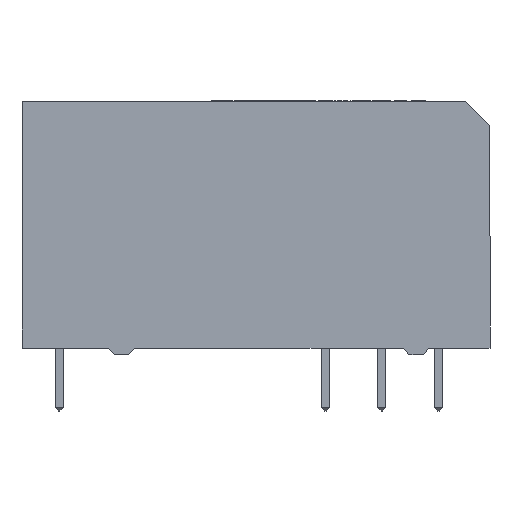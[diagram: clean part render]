
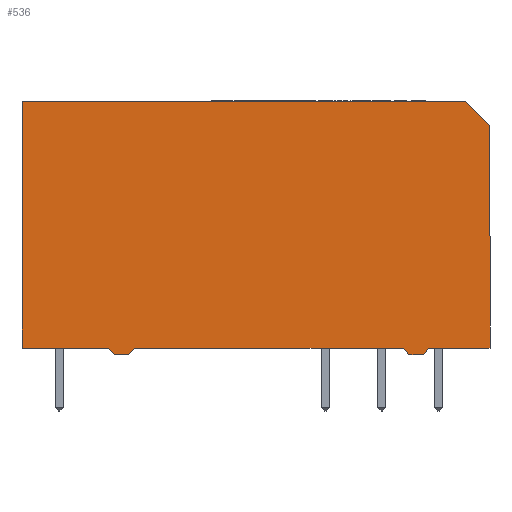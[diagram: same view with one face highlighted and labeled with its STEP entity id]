
A CAD part, front view. The second image highlights one B-rep face of the part: STEP entity #536.
In plain terms, the highlighted planar face has unit normal (0, -1, 0).
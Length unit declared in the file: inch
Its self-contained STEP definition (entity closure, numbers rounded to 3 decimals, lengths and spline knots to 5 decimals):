
#133 = ORIENTED_EDGE ( 'NONE', *, *, #12245, .T. ) ;
#201 = EDGE_CURVE ( 'NONE', #4047, #2429, #5418, .T. ) ;
#308 = CARTESIAN_POINT ( 'NONE',  ( -0.52184, -0.25, 0.01575 ) ) ;
#353 = DIRECTION ( 'NONE',  ( 0., 0., -1. ) ) ;
#536 = ADVANCED_FACE ( 'NONE', ( #13938 ), #8248, .T. ) ;
#588 = VECTOR ( 'NONE', #11594, 39.37008 ) ;
#669 = CARTESIAN_POINT ( 'NONE',  ( 0.49628, -0.25, 0.01575 ) ) ;
#714 = ORIENTED_EDGE ( 'NONE', *, *, #4413, .T. ) ;
#913 = EDGE_CURVE ( 'NONE', #6990, #6234, #6693, .T. ) ;
#1027 = CARTESIAN_POINT ( 'NONE',  ( 0.57087, -0.25, 0.01575 ) ) ;
#1089 = ORIENTED_EDGE ( 'NONE', *, *, #7379, .T. ) ;
#1350 = CARTESIAN_POINT ( 'NONE',  ( 0.57087, -0.25, 0.30906 ) ) ;
#1717 = CARTESIAN_POINT ( 'NONE',  ( -0.29655, -0.25, 0.01575 ) ) ;
#2027 = EDGE_CURVE ( 'NONE', #6990, #6357, #5734, .T. ) ;
#2429 = VERTEX_POINT ( 'NONE', #17725 ) ;
#2717 = DIRECTION ( 'NONE',  ( 0., 0., 1. ) ) ;
#2721 = LINE ( 'NONE', #3897, #5762 ) ;
#3134 = VERTEX_POINT ( 'NONE', #7230 ) ;
#3138 = DIRECTION ( 'NONE',  ( 1., 0., 0. ) ) ;
#3436 = CARTESIAN_POINT ( 'NONE',  ( -0.57087, -0.25, 0.01575 ) ) ;
#3471 = VECTOR ( 'NONE', #9271, 39.37008 ) ;
#3514 = DIRECTION ( 'NONE',  ( 0., -1., 0. ) ) ;
#3693 = CARTESIAN_POINT ( 'NONE',  ( 0.51181, -0.25, 0.61811 ) ) ;
#3820 = CARTESIAN_POINT ( 'NONE',  ( 0., -0.25, 0. ) ) ;
#3830 = ORIENTED_EDGE ( 'NONE', *, *, #12431, .T. ) ;
#3837 = EDGE_LOOP ( 'NONE', ( #133, #9637, #12591, #714, #3830, #10447, #9600, #7192, #6713, #17436, #14001, #1089, #16577 ) ) ;
#3897 = CARTESIAN_POINT ( 'NONE',  ( 0.40791, -0.25, 0. ) ) ;
#4046 = CARTESIAN_POINT ( 'NONE',  ( -0.57087, -0.25, 0.61811 ) ) ;
#4047 = VERTEX_POINT ( 'NONE', #10139 ) ;
#4103 = DIRECTION ( 'NONE',  ( 1., 0., 0. ) ) ;
#4413 = EDGE_CURVE ( 'NONE', #11342, #6432, #17067, .T. ) ;
#4643 = CARTESIAN_POINT ( 'NONE',  ( -0.57087, -0.25, 0.30906 ) ) ;
#4645 = LINE ( 'NONE', #669, #9814 ) ;
#4754 = CARTESIAN_POINT ( 'NONE',  ( 0., -0.25, 0. ) ) ;
#5002 = CARTESIAN_POINT ( 'NONE',  ( 0.35933, -0.25, 0.01575 ) ) ;
#5285 = DIRECTION ( 'NONE',  ( -1., 0., 0. ) ) ;
#5418 = LINE ( 'NONE', #3820, #3471 ) ;
#5645 = DIRECTION ( 'NONE',  ( 0.707, 0., -0.707 ) ) ;
#5734 = LINE ( 'NONE', #17787, #10577 ) ;
#5762 = VECTOR ( 'NONE', #13505, 39.37008 ) ;
#6186 = CARTESIAN_POINT ( 'NONE',  ( 0., -0.25, 0.30906 ) ) ;
#6234 = VERTEX_POINT ( 'NONE', #4046 ) ;
#6357 = VERTEX_POINT ( 'NONE', #7260 ) ;
#6432 = VERTEX_POINT ( 'NONE', #16330 ) ;
#6502 = EDGE_CURVE ( 'NONE', #6234, #8799, #7211, .T. ) ;
#6693 = LINE ( 'NONE', #12169, #16221 ) ;
#6713 = ORIENTED_EDGE ( 'NONE', *, *, #913, .T. ) ;
#6990 = VERTEX_POINT ( 'NONE', #3693 ) ;
#7192 = ORIENTED_EDGE ( 'NONE', *, *, #2027, .F. ) ;
#7211 = LINE ( 'NONE', #4643, #13266 ) ;
#7230 = CARTESIAN_POINT ( 'NONE',  ( -0.35891, -0.25, 0.01575 ) ) ;
#7260 = CARTESIAN_POINT ( 'NONE',  ( 0.57087, -0.25, 0.55906 ) ) ;
#7347 = VERTEX_POINT ( 'NONE', #1717 ) ;
#7377 = CARTESIAN_POINT ( 'NONE',  ( -0.31032, -0.25, 0. ) ) ;
#7379 = EDGE_CURVE ( 'NONE', #3134, #4047, #11401, .T. ) ;
#7559 = EDGE_CURVE ( 'NONE', #11342, #17170, #15285, .T. ) ;
#7746 = DIRECTION ( 'NONE',  ( 1., 0., 0. ) ) ;
#8033 = EDGE_CURVE ( 'NONE', #8799, #3134, #13896, .T. ) ;
#8248 = PLANE ( 'NONE',  #12864 ) ;
#8675 = DIRECTION ( 'NONE',  ( 0., 0., -1. ) ) ;
#8799 = VERTEX_POINT ( 'NONE', #3436 ) ;
#9271 = DIRECTION ( 'NONE',  ( 1., 0., 0. ) ) ;
#9482 = VECTOR ( 'NONE', #9944, 39.37008 ) ;
#9600 = ORIENTED_EDGE ( 'NONE', *, *, #16409, .T. ) ;
#9637 = ORIENTED_EDGE ( 'NONE', *, *, #15877, .T. ) ;
#9755 = LINE ( 'NONE', #10981, #11334 ) ;
#9814 = VECTOR ( 'NONE', #11599, 39.37008 ) ;
#9944 = DIRECTION ( 'NONE',  ( -0.659, 0., 0.753 ) ) ;
#10139 = CARTESIAN_POINT ( 'NONE',  ( -0.34513, -0.25, 0. ) ) ;
#10447 = ORIENTED_EDGE ( 'NONE', *, *, #15439, .T. ) ;
#10577 = VECTOR ( 'NONE', #5645, 39.37008 ) ;
#10925 = CARTESIAN_POINT ( 'NONE',  ( 0.42169, -0.25, 0.01575 ) ) ;
#10981 = CARTESIAN_POINT ( 'NONE',  ( 0.03139, -0.25, 0.01575 ) ) ;
#11093 = LINE ( 'NONE', #1350, #15390 ) ;
#11334 = VECTOR ( 'NONE', #3138, 39.37008 ) ;
#11342 = VERTEX_POINT ( 'NONE', #17144 ) ;
#11401 = LINE ( 'NONE', #15146, #14117 ) ;
#11594 = DIRECTION ( 'NONE',  ( 0.659, 0., 0.753 ) ) ;
#11599 = DIRECTION ( 'NONE',  ( 1., 0., 0. ) ) ;
#12169 = CARTESIAN_POINT ( 'NONE',  ( 0., -0.25, 0.61811 ) ) ;
#12245 = EDGE_CURVE ( 'NONE', #2429, #7347, #16955, .T. ) ;
#12431 = EDGE_CURVE ( 'NONE', #6432, #17285, #2721, .T. ) ;
#12591 = ORIENTED_EDGE ( 'NONE', *, *, #7559, .F. ) ;
#12718 = VECTOR ( 'NONE', #7746, 39.37008 ) ;
#12864 = AXIS2_PLACEMENT_3D ( 'NONE', #6186, #3514, #353 ) ;
#13266 = VECTOR ( 'NONE', #8675, 39.37008 ) ;
#13505 = DIRECTION ( 'NONE',  ( 0.659, 0., 0.753 ) ) ;
#13628 = DIRECTION ( 'NONE',  ( 0.659, 0., -0.753 ) ) ;
#13896 = LINE ( 'NONE', #308, #15730 ) ;
#13938 = FACE_OUTER_BOUND ( 'NONE', #3837, .T. ) ;
#14001 = ORIENTED_EDGE ( 'NONE', *, *, #8033, .T. ) ;
#14117 = VECTOR ( 'NONE', #13628, 39.37008 ) ;
#15146 = CARTESIAN_POINT ( 'NONE',  ( -0.35891, -0.25, 0.01575 ) ) ;
#15285 = LINE ( 'NONE', #15374, #9482 ) ;
#15374 = CARTESIAN_POINT ( 'NONE',  ( 0.36622, -0.25, 0.00787 ) ) ;
#15390 = VECTOR ( 'NONE', #2717, 39.37008 ) ;
#15439 = EDGE_CURVE ( 'NONE', #17285, #16795, #4645, .T. ) ;
#15730 = VECTOR ( 'NONE', #4103, 39.37008 ) ;
#15877 = EDGE_CURVE ( 'NONE', #7347, #17170, #9755, .T. ) ;
#16221 = VECTOR ( 'NONE', #5285, 39.37008 ) ;
#16330 = CARTESIAN_POINT ( 'NONE',  ( 0.40791, -0.25, 0. ) ) ;
#16409 = EDGE_CURVE ( 'NONE', #16795, #6357, #11093, .T. ) ;
#16577 = ORIENTED_EDGE ( 'NONE', *, *, #201, .T. ) ;
#16795 = VERTEX_POINT ( 'NONE', #1027 ) ;
#16955 = LINE ( 'NONE', #7377, #588 ) ;
#17067 = LINE ( 'NONE', #4754, #12718 ) ;
#17144 = CARTESIAN_POINT ( 'NONE',  ( 0.37311, -0.25, 0. ) ) ;
#17170 = VERTEX_POINT ( 'NONE', #5002 ) ;
#17285 = VERTEX_POINT ( 'NONE', #10925 ) ;
#17436 = ORIENTED_EDGE ( 'NONE', *, *, #6502, .T. ) ;
#17725 = CARTESIAN_POINT ( 'NONE',  ( -0.31032, -0.25, 0. ) ) ;
#17787 = CARTESIAN_POINT ( 'NONE',  ( 0.54134, -0.25, 0.58858 ) ) ;
